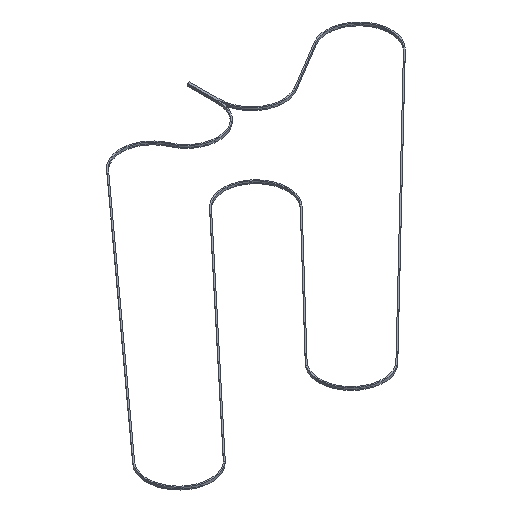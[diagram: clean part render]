
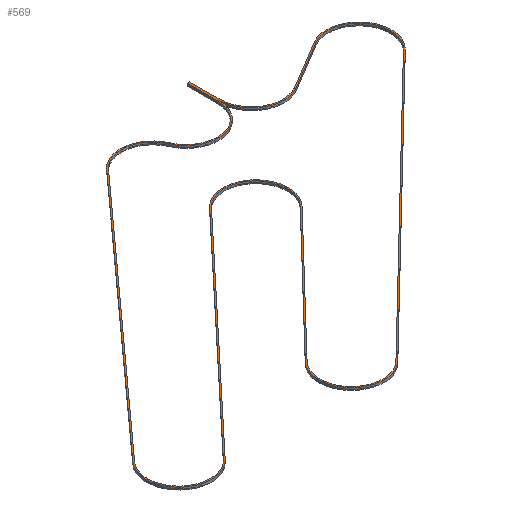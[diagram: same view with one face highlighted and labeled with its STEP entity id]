
A CAD part, isometric view. The second image highlights one B-rep face of the part: STEP entity #569.
In plain terms, the highlighted planar face has unit normal (0, 0, 1).
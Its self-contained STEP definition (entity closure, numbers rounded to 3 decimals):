
#34=FACE_BOUND('',#94,.T.);
#63=FACE_OUTER_BOUND('',#93,.T.);
#93=EDGE_LOOP('',(#499,#500,#501,#502,#503,#504,#505,#506,#507,#508,#509,
#510,#511,#512,#513));
#94=EDGE_LOOP('',(#514,#515,#516,#517,#518,#519,#520,#521,#522,#523,#524,
#525));
#111=LINE('',#905,#164);
#116=LINE('',#921,#169);
#120=LINE('',#931,#173);
#122=LINE('',#935,#175);
#124=LINE('',#939,#177);
#128=LINE('',#951,#181);
#131=LINE('',#960,#184);
#133=LINE('',#966,#186);
#136=LINE('',#974,#189);
#138=LINE('',#980,#191);
#141=LINE('',#988,#194);
#144=LINE('',#996,#197);
#147=LINE('',#1003,#200);
#164=VECTOR('',#722,10.);
#169=VECTOR('',#741,10.);
#173=VECTOR('',#751,10.);
#175=VECTOR('',#755,10.);
#177=VECTOR('',#759,10.);
#181=VECTOR('',#773,10.);
#184=VECTOR('',#782,10.);
#186=VECTOR('',#790,10.);
#189=VECTOR('',#799,10.);
#191=VECTOR('',#807,10.);
#194=VECTOR('',#816,10.);
#197=VECTOR('',#825,10.);
#200=VECTOR('',#834,10.);
#215=CIRCLE('',#624,26.95);
#216=CIRCLE('',#627,26.95);
#217=CIRCLE('',#629,28.05);
#218=CIRCLE('',#631,28.05);
#219=CIRCLE('',#634,26.95);
#220=CIRCLE('',#639,26.95);
#221=CIRCLE('',#641,28.05);
#222=CIRCLE('',#644,28.05);
#223=CIRCLE('',#647,26.95);
#224=CIRCLE('',#650,28.05);
#225=CIRCLE('',#653,26.95);
#226=CIRCLE('',#656,28.05);
#227=CIRCLE('',#659,28.05);
#228=CIRCLE('',#662,26.95);
#256=VERTEX_POINT('',#897);
#257=VERTEX_POINT('',#899);
#258=VERTEX_POINT('',#903);
#259=VERTEX_POINT('',#907);
#260=VERTEX_POINT('',#911);
#261=VERTEX_POINT('',#915);
#262=VERTEX_POINT('',#919);
#263=VERTEX_POINT('',#923);
#264=VERTEX_POINT('',#925);
#265=VERTEX_POINT('',#929);
#266=VERTEX_POINT('',#933);
#267=VERTEX_POINT('',#937);
#268=VERTEX_POINT('',#941);
#269=VERTEX_POINT('',#945);
#270=VERTEX_POINT('',#949);
#271=VERTEX_POINT('',#953);
#272=VERTEX_POINT('',#957);
#273=VERTEX_POINT('',#959);
#274=VERTEX_POINT('',#965);
#275=VERTEX_POINT('',#969);
#276=VERTEX_POINT('',#973);
#277=VERTEX_POINT('',#979);
#278=VERTEX_POINT('',#983);
#279=VERTEX_POINT('',#987);
#280=VERTEX_POINT('',#991);
#281=VERTEX_POINT('',#995);
#282=VERTEX_POINT('',#999);
#311=EDGE_CURVE('',#257,#256,#215,.T.);
#314=EDGE_CURVE('',#256,#258,#111,.T.);
#316=EDGE_CURVE('',#258,#259,#216,.T.);
#318=EDGE_CURVE('',#259,#260,#217,.T.);
#320=EDGE_CURVE('',#260,#261,#218,.T.);
#322=EDGE_CURVE('',#261,#262,#116,.T.);
#324=EDGE_CURVE('',#264,#263,#219,.T.);
#327=EDGE_CURVE('',#263,#265,#120,.T.);
#329=EDGE_CURVE('',#265,#266,#122,.T.);
#331=EDGE_CURVE('',#266,#267,#124,.T.);
#333=EDGE_CURVE('',#267,#268,#220,.T.);
#335=EDGE_CURVE('',#268,#269,#221,.T.);
#337=EDGE_CURVE('',#269,#270,#128,.T.);
#339=EDGE_CURVE('',#270,#271,#222,.T.);
#341=EDGE_CURVE('',#273,#272,#131,.T.);
#343=EDGE_CURVE('',#262,#273,#223,.T.);
#344=EDGE_CURVE('',#274,#257,#133,.T.);
#346=EDGE_CURVE('',#275,#274,#224,.T.);
#348=EDGE_CURVE('',#276,#275,#136,.T.);
#350=EDGE_CURVE('',#272,#276,#225,.T.);
#351=EDGE_CURVE('',#277,#264,#138,.T.);
#353=EDGE_CURVE('',#278,#277,#226,.T.);
#355=EDGE_CURVE('',#279,#278,#141,.T.);
#357=EDGE_CURVE('',#280,#279,#227,.T.);
#359=EDGE_CURVE('',#281,#280,#144,.T.);
#361=EDGE_CURVE('',#282,#281,#228,.T.);
#363=EDGE_CURVE('',#271,#282,#147,.T.);
#499=ORIENTED_EDGE('',*,*,#331,.T.);
#500=ORIENTED_EDGE('',*,*,#333,.T.);
#501=ORIENTED_EDGE('',*,*,#335,.T.);
#502=ORIENTED_EDGE('',*,*,#337,.T.);
#503=ORIENTED_EDGE('',*,*,#339,.T.);
#504=ORIENTED_EDGE('',*,*,#363,.T.);
#505=ORIENTED_EDGE('',*,*,#361,.T.);
#506=ORIENTED_EDGE('',*,*,#359,.T.);
#507=ORIENTED_EDGE('',*,*,#357,.T.);
#508=ORIENTED_EDGE('',*,*,#355,.T.);
#509=ORIENTED_EDGE('',*,*,#353,.T.);
#510=ORIENTED_EDGE('',*,*,#351,.T.);
#511=ORIENTED_EDGE('',*,*,#324,.T.);
#512=ORIENTED_EDGE('',*,*,#327,.T.);
#513=ORIENTED_EDGE('',*,*,#329,.T.);
#514=ORIENTED_EDGE('',*,*,#314,.T.);
#515=ORIENTED_EDGE('',*,*,#316,.T.);
#516=ORIENTED_EDGE('',*,*,#318,.T.);
#517=ORIENTED_EDGE('',*,*,#320,.T.);
#518=ORIENTED_EDGE('',*,*,#322,.T.);
#519=ORIENTED_EDGE('',*,*,#343,.T.);
#520=ORIENTED_EDGE('',*,*,#341,.T.);
#521=ORIENTED_EDGE('',*,*,#350,.T.);
#522=ORIENTED_EDGE('',*,*,#348,.T.);
#523=ORIENTED_EDGE('',*,*,#346,.T.);
#524=ORIENTED_EDGE('',*,*,#344,.T.);
#525=ORIENTED_EDGE('',*,*,#311,.T.);
#540=PLANE('',#664);
#569=ADVANCED_FACE('',(#63,#34),#540,.T.);
#624=AXIS2_PLACEMENT_3D('',#900,#716,#717);
#627=AXIS2_PLACEMENT_3D('',#909,#726,#727);
#629=AXIS2_PLACEMENT_3D('',#913,#731,#732);
#631=AXIS2_PLACEMENT_3D('',#917,#736,#737);
#634=AXIS2_PLACEMENT_3D('',#926,#745,#746);
#639=AXIS2_PLACEMENT_3D('',#943,#763,#764);
#641=AXIS2_PLACEMENT_3D('',#947,#768,#769);
#644=AXIS2_PLACEMENT_3D('',#955,#777,#778);
#647=AXIS2_PLACEMENT_3D('',#963,#786,#787);
#650=AXIS2_PLACEMENT_3D('',#970,#794,#795);
#653=AXIS2_PLACEMENT_3D('',#977,#803,#804);
#656=AXIS2_PLACEMENT_3D('',#984,#811,#812);
#659=AXIS2_PLACEMENT_3D('',#992,#820,#821);
#662=AXIS2_PLACEMENT_3D('',#1000,#829,#830);
#664=AXIS2_PLACEMENT_3D('',#1004,#835,#836);
#716=DIRECTION('center_axis',(0.,0.,-1.));
#717=DIRECTION('ref_axis',(-0.742,0.67,0.));
#722=DIRECTION('',(0.67,0.742,0.));
#726=DIRECTION('center_axis',(0.,0.,-1.));
#727=DIRECTION('ref_axis',(0.917,0.4,0.));
#731=DIRECTION('center_axis',(0.,0.,1.));
#732=DIRECTION('ref_axis',(0.917,0.4,0.));
#736=DIRECTION('center_axis',(0.,0.,1.));
#737=DIRECTION('ref_axis',(1.,0.,0.));
#741=DIRECTION('',(0.858,0.514,0.));
#745=DIRECTION('center_axis',(0.,0.,-1.));
#746=DIRECTION('ref_axis',(-1.,0.,0.));
#751=DIRECTION('',(0.,1.,0.));
#755=DIRECTION('',(-1.,0.,0.));
#759=DIRECTION('',(0.,-1.,0.));
#763=DIRECTION('center_axis',(0.,0.,-1.));
#764=DIRECTION('ref_axis',(-0.917,-0.4,0.));
#768=DIRECTION('center_axis',(0.,0.,1.));
#769=DIRECTION('ref_axis',(-0.917,-0.4,0.));
#773=DIRECTION('',(-0.67,-0.742,0.));
#777=DIRECTION('center_axis',(0.,0.,1.));
#778=DIRECTION('ref_axis',(0.742,-0.67,0.));
#782=DIRECTION('',(-0.717,-0.697,0.));
#786=DIRECTION('center_axis',(0.,0.,-1.));
#787=DIRECTION('ref_axis',(0.697,-0.717,0.));
#790=DIRECTION('',(-0.685,-0.729,0.));
#794=DIRECTION('center_axis',(0.,0.,1.));
#795=DIRECTION('ref_axis',(-0.72,0.694,0.));
#799=DIRECTION('',(0.694,0.72,0.));
#803=DIRECTION('center_axis',(0.,0.,-1.));
#804=DIRECTION('ref_axis',(-0.72,0.694,0.));
#807=DIRECTION('',(-0.858,-0.514,0.));
#811=DIRECTION('center_axis',(0.,0.,1.));
#812=DIRECTION('ref_axis',(-0.697,0.717,0.));
#816=DIRECTION('',(0.717,0.697,0.));
#820=DIRECTION('center_axis',(0.,0.,1.));
#821=DIRECTION('ref_axis',(0.72,-0.694,0.));
#825=DIRECTION('',(-0.694,-0.72,0.));
#829=DIRECTION('center_axis',(0.,0.,-1.));
#830=DIRECTION('ref_axis',(0.72,-0.694,0.));
#834=DIRECTION('',(0.685,0.729,0.));
#835=DIRECTION('center_axis',(0.,0.,1.));
#836=DIRECTION('ref_axis',(1.,0.,0.));
#897=CARTESIAN_POINT('',(413.802,416.736,7.));
#899=CARTESIAN_POINT('',(453.457,380.234,7.));
#900=CARTESIAN_POINT('Origin',(433.811,398.682,7.));
#903=CARTESIAN_POINT('',(620.159,645.436,7.));
#905=CARTESIAN_POINT('',(489.666,500.814,7.));
#907=CARTESIAN_POINT('',(664.868,638.162,7.));
#909=CARTESIAN_POINT('Origin',(640.168,627.382,7.));
#911=CARTESIAN_POINT('',(718.626,649.382,7.));
#913=CARTESIAN_POINT('Origin',(690.576,649.382,7.));
#915=CARTESIAN_POINT('',(761.092,625.32,7.));
#917=CARTESIAN_POINT('Origin',(746.676,649.382,7.));
#919=CARTESIAN_POINT('',(803.122,650.5,7.));
#921=CARTESIAN_POINT('',(691.731,583.765,7.));
#923=CARTESIAN_POINT('',(719.726,649.382,7.));
#925=CARTESIAN_POINT('',(760.527,626.264,7.));
#926=CARTESIAN_POINT('Origin',(746.676,649.382,7.));
#929=CARTESIAN_POINT('',(719.726,675.332,7.));
#931=CARTESIAN_POINT('',(719.726,586.43,7.));
#933=CARTESIAN_POINT('',(717.526,675.332,7.));
#935=CARTESIAN_POINT('',(687.134,675.332,7.));
#937=CARTESIAN_POINT('',(717.526,649.382,7.));
#939=CARTESIAN_POINT('',(717.526,599.405,7.));
#941=CARTESIAN_POINT('',(665.876,638.602,7.));
#943=CARTESIAN_POINT('Origin',(690.576,649.382,7.));
#945=CARTESIAN_POINT('',(619.342,646.173,7.));
#947=CARTESIAN_POINT('Origin',(640.168,627.382,7.));
#949=CARTESIAN_POINT('',(412.986,417.473,7.));
#951=CARTESIAN_POINT('',(592.027,615.901,7.));
#953=CARTESIAN_POINT('',(454.259,379.481,7.));
#955=CARTESIAN_POINT('Origin',(433.811,398.682,7.));
#957=CARTESIAN_POINT('',(600.601,379.362,7.));
#959=CARTESIAN_POINT('',(835.762,608.062,7.));
#960=CARTESIAN_POINT('',(762.674,536.982,7.));
#963=CARTESIAN_POINT('Origin',(816.972,627.382,7.));
#965=CARTESIAN_POINT('',(635.023,573.583,7.));
#966=CARTESIAN_POINT('',(622.186,559.913,7.));
#969=CARTESIAN_POINT('',(675.669,534.918,7.));
#970=CARTESIAN_POINT('Origin',(655.471,554.382,7.));
#973=CARTESIAN_POINT('',(562.405,417.383,7.));
#974=CARTESIAN_POINT('',(606.049,462.673,7.));
#977=CARTESIAN_POINT('Origin',(581.811,398.682,7.));
#979=CARTESIAN_POINT('',(802.557,651.444,7.));
#980=CARTESIAN_POINT('',(712.181,597.299,7.));
#983=CARTESIAN_POINT('',(836.529,607.273,7.));
#984=CARTESIAN_POINT('Origin',(816.972,627.382,7.));
#987=CARTESIAN_POINT('',(601.368,378.573,7.));
#988=CARTESIAN_POINT('',(645.86,421.844,7.));
#991=CARTESIAN_POINT('',(561.613,418.146,7.));
#992=CARTESIAN_POINT('Origin',(581.811,398.682,7.));
#995=CARTESIAN_POINT('',(674.877,535.681,7.));
#996=CARTESIAN_POINT('',(661.889,522.204,7.));
#999=CARTESIAN_POINT('',(635.825,572.83,7.));
#1000=CARTESIAN_POINT('Origin',(655.471,554.382,7.));
#1003=CARTESIAN_POINT('',(532.205,462.485,7.));
#1004=CARTESIAN_POINT('Origin',(633.593,523.477,7.));
